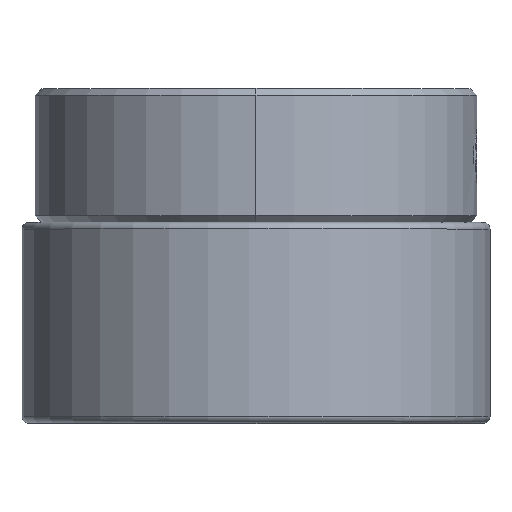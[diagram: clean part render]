
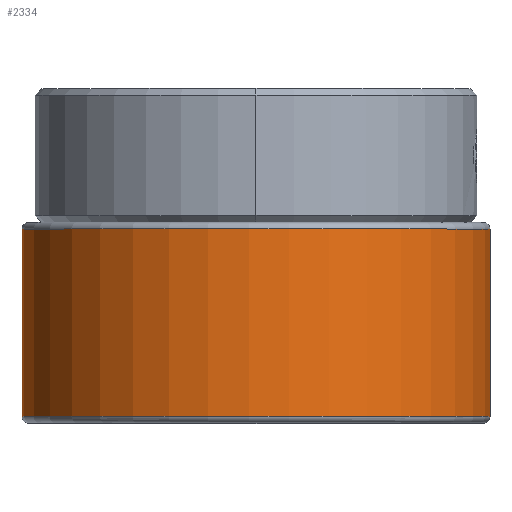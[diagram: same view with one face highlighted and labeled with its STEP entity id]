
A CAD part, top view. The second image highlights one B-rep face of the part: STEP entity #2334.
In plain terms, the highlighted cylindrical face has radius 17.5 mm (diameter 35 mm), a partial arc.
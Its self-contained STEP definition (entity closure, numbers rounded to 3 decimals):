
#26 = CARTESIAN_POINT ( 'NONE',  ( -17.5, 0., 15. ) ) ;
#127 = CYLINDRICAL_SURFACE ( 'NONE', #2355, 17.5 ) ;
#187 = CARTESIAN_POINT ( 'NONE',  ( 17.5, 0., 0.5 ) ) ;
#245 = VECTOR ( 'NONE', #1767, 1000. ) ;
#265 = CARTESIAN_POINT ( 'NONE',  ( 17.5, 0., 14.5 ) ) ;
#328 = EDGE_CURVE ( 'NONE', #707, #2451, #1993, .T. ) ;
#385 = DIRECTION ( 'NONE',  ( 0., 0., 1. ) ) ;
#436 = CARTESIAN_POINT ( 'NONE',  ( 0., 0., 14.5 ) ) ;
#486 = EDGE_CURVE ( 'NONE', #707, #1878, #1429, .T. ) ;
#554 = EDGE_CURVE ( 'NONE', #1878, #2564, #2492, .T. ) ;
#629 = ORIENTED_EDGE ( 'NONE', *, *, #486, .T. ) ;
#632 = DIRECTION ( 'NONE',  ( 1., 0., 0. ) ) ;
#707 = VERTEX_POINT ( 'NONE', #1568 ) ;
#1064 = ORIENTED_EDGE ( 'NONE', *, *, #554, .T. ) ;
#1176 = CARTESIAN_POINT ( 'NONE',  ( 0., 0., 0.5 ) ) ;
#1219 = AXIS2_PLACEMENT_3D ( 'NONE', #436, #1472, #2278 ) ;
#1237 = EDGE_CURVE ( 'NONE', #2564, #2451, #2264, .T. ) ;
#1311 = ORIENTED_EDGE ( 'NONE', *, *, #1237, .T. ) ;
#1334 = CARTESIAN_POINT ( 'NONE',  ( 17.5, 0., 15. ) ) ;
#1339 = VECTOR ( 'NONE', #2091, 1000. ) ;
#1417 = ORIENTED_EDGE ( 'NONE', *, *, #328, .F. ) ;
#1429 = CIRCLE ( 'NONE', #1219, 17.5 ) ;
#1472 = DIRECTION ( 'NONE',  ( 0., 0., -1. ) ) ;
#1487 = FACE_OUTER_BOUND ( 'NONE', #2376, .T. ) ;
#1568 = CARTESIAN_POINT ( 'NONE',  ( -17.5, 0., 14.5 ) ) ;
#1651 = CARTESIAN_POINT ( 'NONE',  ( 0., 0., 15. ) ) ;
#1767 = DIRECTION ( 'NONE',  ( 0., 0., -1. ) ) ;
#1878 = VERTEX_POINT ( 'NONE', #265 ) ;
#1948 = CARTESIAN_POINT ( 'NONE',  ( -17.5, 0., 0.5 ) ) ;
#1993 = LINE ( 'NONE', #26, #245 ) ;
#2070 = DIRECTION ( 'NONE',  ( 0., 0., -1. ) ) ;
#2091 = DIRECTION ( 'NONE',  ( 0., 0., -1. ) ) ;
#2264 = CIRCLE ( 'NONE', #2433, 17.5 ) ;
#2278 = DIRECTION ( 'NONE',  ( 1., 0., 0. ) ) ;
#2334 = ADVANCED_FACE ( 'NONE', ( #1487 ), #127, .T. ) ;
#2355 = AXIS2_PLACEMENT_3D ( 'NONE', #1651, #2070, #2452 ) ;
#2376 = EDGE_LOOP ( 'NONE', ( #629, #1064, #1311, #1417 ) ) ;
#2433 = AXIS2_PLACEMENT_3D ( 'NONE', #1176, #385, #632 ) ;
#2451 = VERTEX_POINT ( 'NONE', #1948 ) ;
#2452 = DIRECTION ( 'NONE',  ( -1., 0., 0. ) ) ;
#2492 = LINE ( 'NONE', #1334, #1339 ) ;
#2564 = VERTEX_POINT ( 'NONE', #187 ) ;
